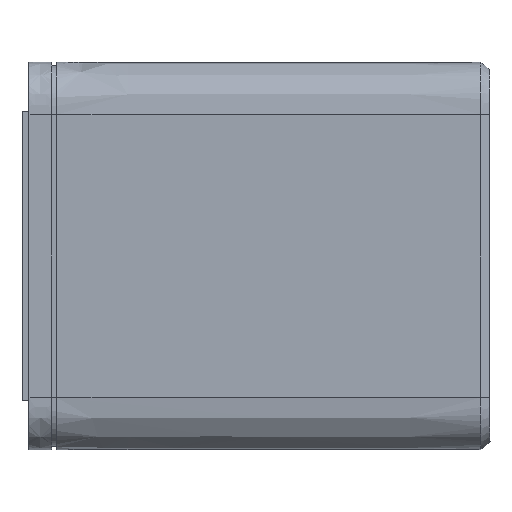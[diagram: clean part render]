
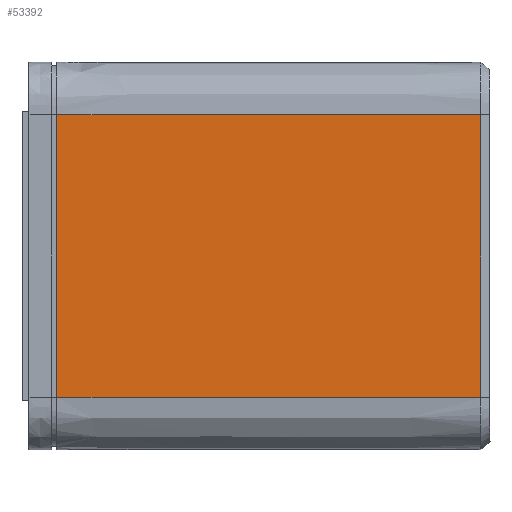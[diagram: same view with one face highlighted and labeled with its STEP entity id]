
A CAD part, left-side view. The second image highlights one B-rep face of the part: STEP entity #53392.
In plain terms, the highlighted planar face has unit normal (-1, 0, 0).
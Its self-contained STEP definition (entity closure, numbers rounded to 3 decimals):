
#3509=DIRECTION('',(0.,1.,0.));
#3510=VECTOR('',#3509,60.689);
#3511=CARTESIAN_POINT('',(-82.5,-29.689,
20.25));
#3512=LINE('',#3511,#3510);
#4475=DIRECTION('',(0.,0.,-1.));
#4476=VECTOR('',#4475,40.5);
#4477=CARTESIAN_POINT('',(-82.5,31.,20.25));
#4478=LINE('',#4477,#4476);
#4479=CARTESIAN_POINT('',(-82.5,31.,-20.25));
#4573=DIRECTION('',(0.,1.,0.));
#4574=VECTOR('',#4573,60.689);
#4575=CARTESIAN_POINT('',(-82.5,-29.689,
-20.25));
#4576=LINE('',#4575,#4574);
#4577=DIRECTION('',(0.,0.,1.));
#4578=VECTOR('',#4577,40.5);
#4579=CARTESIAN_POINT('',(-82.5,-29.689,
-20.25));
#4580=LINE('',#4579,#4578);
#37842=CARTESIAN_POINT('',(-82.5,-29.689,
20.25));
#37843=VERTEX_POINT('',#37842);
#37845=CARTESIAN_POINT('',(-82.5,-29.689,
-20.25));
#37846=VERTEX_POINT('',#37845);
#37854=VERTEX_POINT('',#4479);
#39658=CARTESIAN_POINT('',(-82.5,31.,20.25));
#39659=VERTEX_POINT('',#39658);
#53379=CARTESIAN_POINT('',(-82.5,-31.,-27.75));
#53380=DIRECTION('',(-1.,0.,0.));
#53381=DIRECTION('',(0.,0.,1.));
#53382=AXIS2_PLACEMENT_3D('',#53379,#53380,#53381);
#53383=PLANE('',#53382);
#53385=ORIENTED_EDGE('',*,*,#53384,.F.);
#53387=ORIENTED_EDGE('',*,*,#53386,.T.);
#53388=ORIENTED_EDGE('',*,*,#53203,.F.);
#53389=ORIENTED_EDGE('',*,*,#52048,.F.);
#53390=EDGE_LOOP('',(#53385,#53387,#53388,#53389));
#53391=FACE_OUTER_BOUND('',#53390,.F.);
#53392=ADVANCED_FACE('',(#53391),#53383,.T.);
#52048=EDGE_CURVE('',#37843,#39659,#3512,.T.);
#53203=EDGE_CURVE('',#39659,#37854,#4478,.T.);
#53384=EDGE_CURVE('',#37846,#37843,#4580,.T.);
#53386=EDGE_CURVE('',#37846,#37854,#4576,.T.);
